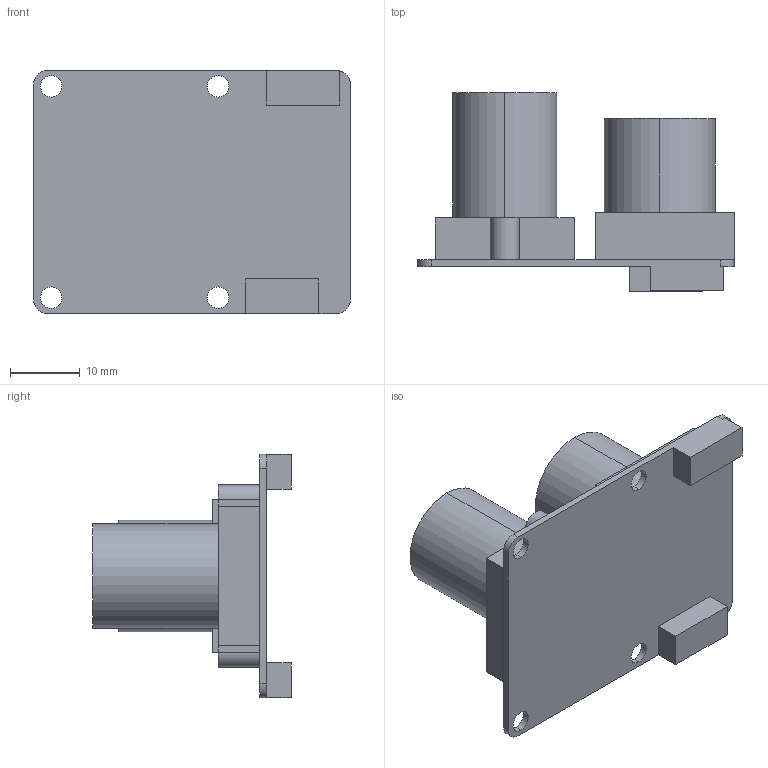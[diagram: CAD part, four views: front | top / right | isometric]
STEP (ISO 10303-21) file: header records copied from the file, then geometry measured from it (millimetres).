
FILE_DESCRIPTION (( 'STEP AP214' ), '1' );
FILE_NAME ('10740610_10204559089208776_1415935321_n.STEP', '2015-01-04T23:08:48', ( '' ), ( '' ), 'SwSTEP 2.0', 'SolidWorks 2014', '' );
FILE_SCHEMA (( 'AUTOMOTIVE_DESIGN' ));
Length unit declared in the file: millimetre
Products named in the file (1): 10740610_10204559089208776_1415935321_n
Bounding box: 45.5 x 28.5 x 35 mm (x, y, z)
Volume: 13325.9 mm3; surface area: 6218.6 mm2
Topology: 1 solids, 1 shells, 57 faces, 149 edges, 99 vertices
Faces by surface type: plane 34, cylinder 23
Entity records: 1812 total; most frequent: DIRECTION 312, CARTESIAN_POINT 306, ORIENTED_EDGE 298, EDGE_CURVE 149, AXIS2_PLACEMENT_3D 105, LINE 102, VECTOR 102, VERTEX_POINT 99
